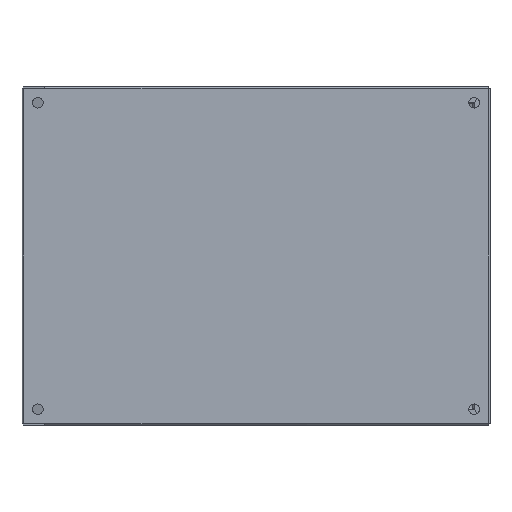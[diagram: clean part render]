
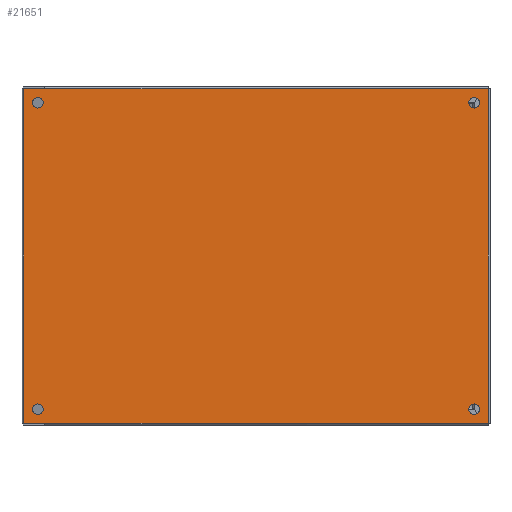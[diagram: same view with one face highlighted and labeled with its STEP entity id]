
A CAD part, left-side view. The second image highlights one B-rep face of the part: STEP entity #21651.
In plain terms, the highlighted face is planar.
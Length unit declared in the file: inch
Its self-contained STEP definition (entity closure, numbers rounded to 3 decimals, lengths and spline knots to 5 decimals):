
#493 = CARTESIAN_POINT ( 'NONE',  ( -7.914, 0., 9.98108 ) ) ;
#537 = VERTEX_POINT ( 'NONE', #8083 ) ;
#951 = EDGE_CURVE ( 'NONE', #537, #4823, #27888, .T. ) ;
#1030 = DIRECTION ( 'NONE',  ( 0., 0., -1. ) ) ;
#1407 = CARTESIAN_POINT ( 'NONE',  ( 0., 0., -10.9935 ) ) ;
#1498 = CARTESIAN_POINT ( 'NONE',  ( -7.914, 0., -10.9935 ) ) ;
#1523 = ORIENTED_EDGE ( 'NONE', *, *, #21114, .T. ) ;
#1693 = EDGE_CURVE ( 'NONE', #23942, #19367, #28135, .T. ) ;
#1704 = DIRECTION ( 'NONE',  ( 0., 1., 0. ) ) ;
#1716 = CARTESIAN_POINT ( 'NONE',  ( 7.914, 0., 0. ) ) ;
#1891 = AXIS2_PLACEMENT_3D ( 'NONE', #12183, #26875, #14643 ) ;
#2081 = AXIS2_PLACEMENT_3D ( 'NONE', #21570, #6985, #26426 ) ;
#2124 = DIRECTION ( 'NONE',  ( -1., 0., 0. ) ) ;
#2254 = EDGE_CURVE ( 'NONE', #28715, #19467, #4356, .T. ) ;
#2285 = CIRCLE ( 'NONE', #8453, 0.25 ) ;
#2451 = CARTESIAN_POINT ( 'NONE',  ( -7.25, 0., -10.3295 ) ) ;
#2562 = CIRCLE ( 'NONE', #2081, 0.25 ) ;
#2947 = VECTOR ( 'NONE', #3711, 39.37008 ) ;
#3317 = EDGE_CURVE ( 'NONE', #20600, #23942, #18533, .T. ) ;
#3396 = ORIENTED_EDGE ( 'NONE', *, *, #4990, .T. ) ;
#3436 = EDGE_CURVE ( 'NONE', #4823, #537, #2562, .T. ) ;
#3711 = DIRECTION ( 'NONE',  ( -1., 0., 0. ) ) ;
#4093 = AXIS2_PLACEMENT_3D ( 'NONE', #5322, #22511, #12421 ) ;
#4356 = CIRCLE ( 'NONE', #24937, 0.25 ) ;
#4474 = VECTOR ( 'NONE', #30889, 39.37008 ) ;
#4823 = VERTEX_POINT ( 'NONE', #17448 ) ;
#4990 = EDGE_CURVE ( 'NONE', #25071, #8964, #2285, .T. ) ;
#5322 = CARTESIAN_POINT ( 'NONE',  ( -7.25, 0., 10.31708 ) ) ;
#5488 = LINE ( 'NONE', #1716, #30734 ) ;
#5670 = CARTESIAN_POINT ( 'NONE',  ( 7.914, 0., 9.98108 ) ) ;
#6017 = CARTESIAN_POINT ( 'NONE',  ( 7.25, 0., 10.31708 ) ) ;
#6041 = VERTEX_POINT ( 'NONE', #20236 ) ;
#6304 = EDGE_CURVE ( 'NONE', #19467, #28715, #29777, .T. ) ;
#6333 = ORIENTED_EDGE ( 'NONE', *, *, #951, .T. ) ;
#6884 = ORIENTED_EDGE ( 'NONE', *, *, #14069, .T. ) ;
#6913 = DIRECTION ( 'NONE',  ( -1., 0., 0. ) ) ;
#6985 = DIRECTION ( 'NONE',  ( 0., -1., 0. ) ) ;
#7420 = VECTOR ( 'NONE', #8347, 39.37008 ) ;
#8083 = CARTESIAN_POINT ( 'NONE',  ( 7., 0., -10.3295 ) ) ;
#8347 = DIRECTION ( 'NONE',  ( 0., 0., 1. ) ) ;
#8354 = VECTOR ( 'NONE', #1030, 39.37008 ) ;
#8453 = AXIS2_PLACEMENT_3D ( 'NONE', #2451, #26762, #19756 ) ;
#8964 = VERTEX_POINT ( 'NONE', #25805 ) ;
#9024 = EDGE_CURVE ( 'NONE', #24781, #20600, #5488, .T. ) ;
#9295 = ORIENTED_EDGE ( 'NONE', *, *, #9024, .T. ) ;
#9394 = EDGE_CURVE ( 'NONE', #15561, #19959, #20246, .T. ) ;
#9431 = ORIENTED_EDGE ( 'NONE', *, *, #9394, .T. ) ;
#9687 = FACE_BOUND ( 'NONE', #27993, .T. ) ;
#9839 = CIRCLE ( 'NONE', #28886, 0.25 ) ;
#10450 = ORIENTED_EDGE ( 'NONE', *, *, #11674, .T. ) ;
#10497 = ORIENTED_EDGE ( 'NONE', *, *, #21256, .T. ) ;
#10644 = CARTESIAN_POINT ( 'NONE',  ( 7.914, 0., 0. ) ) ;
#10875 = CARTESIAN_POINT ( 'NONE',  ( -7.914, 0., 0. ) ) ;
#11674 = EDGE_CURVE ( 'NONE', #8964, #25071, #9839, .T. ) ;
#12161 = CARTESIAN_POINT ( 'NONE',  ( -7., 0., 10.31708 ) ) ;
#12183 = CARTESIAN_POINT ( 'NONE',  ( 7.25, 0., -10.3295 ) ) ;
#12421 = DIRECTION ( 'NONE',  ( -1., 0., 0. ) ) ;
#13090 = FACE_BOUND ( 'NONE', #27851, .T. ) ;
#13280 = CARTESIAN_POINT ( 'NONE',  ( -7.914, 0., 0. ) ) ;
#13768 = DIRECTION ( 'NONE',  ( -1., 0., 0. ) ) ;
#14069 = EDGE_CURVE ( 'NONE', #19367, #14761, #28452, .T. ) ;
#14191 = CARTESIAN_POINT ( 'NONE',  ( 7.25, 0., 10.31708 ) ) ;
#14284 = CARTESIAN_POINT ( 'NONE',  ( -7.5, 0., 10.31708 ) ) ;
#14643 = DIRECTION ( 'NONE',  ( -1., 0., 0. ) ) ;
#14654 = CARTESIAN_POINT ( 'NONE',  ( 7., 0., 10.31708 ) ) ;
#14761 = VERTEX_POINT ( 'NONE', #17886 ) ;
#14830 = LINE ( 'NONE', #10644, #8354 ) ;
#15424 = DIRECTION ( 'NONE',  ( 0., 0., 1. ) ) ;
#15561 = VERTEX_POINT ( 'NONE', #14284 ) ;
#16031 = ORIENTED_EDGE ( 'NONE', *, *, #3436, .T. ) ;
#16139 = FACE_BOUND ( 'NONE', #23292, .T. ) ;
#16569 = DIRECTION ( 'NONE',  ( 0., -1., 0. ) ) ;
#16604 = ORIENTED_EDGE ( 'NONE', *, *, #1693, .T. ) ;
#16652 = PLANE ( 'NONE',  #19365 ) ;
#16654 = ORIENTED_EDGE ( 'NONE', *, *, #2254, .T. ) ;
#17448 = CARTESIAN_POINT ( 'NONE',  ( 7.5, 0., -10.3295 ) ) ;
#17729 = AXIS2_PLACEMENT_3D ( 'NONE', #25358, #20278, #30309 ) ;
#17886 = CARTESIAN_POINT ( 'NONE',  ( -7.914, 0., 10.98108 ) ) ;
#18135 = CIRCLE ( 'NONE', #4093, 0.25 ) ;
#18156 = LINE ( 'NONE', #28395, #4474 ) ;
#18533 = LINE ( 'NONE', #1407, #2947 ) ;
#18704 = DIRECTION ( 'NONE',  ( 0., 0., -1. ) ) ;
#19365 = AXIS2_PLACEMENT_3D ( 'NONE', #23768, #1704, #2124 ) ;
#19367 = VERTEX_POINT ( 'NONE', #493 ) ;
#19467 = VERTEX_POINT ( 'NONE', #19700 ) ;
#19700 = CARTESIAN_POINT ( 'NONE',  ( 7.5, 0., 10.31708 ) ) ;
#19756 = DIRECTION ( 'NONE',  ( -1., 0., 0. ) ) ;
#19804 = AXIS2_PLACEMENT_3D ( 'NONE', #14191, #21136, #13768 ) ;
#19959 = VERTEX_POINT ( 'NONE', #12161 ) ;
#20236 = CARTESIAN_POINT ( 'NONE',  ( 7.914, 0., 10.98108 ) ) ;
#20246 = CIRCLE ( 'NONE', #17729, 0.25 ) ;
#20278 = DIRECTION ( 'NONE',  ( 0., -1., 0. ) ) ;
#20567 = DIRECTION ( 'NONE',  ( 0., -1., 0. ) ) ;
#20600 = VERTEX_POINT ( 'NONE', #25862 ) ;
#21114 = EDGE_CURVE ( 'NONE', #14761, #6041, #18156, .T. ) ;
#21136 = DIRECTION ( 'NONE',  ( 0., -1., 0. ) ) ;
#21204 = VECTOR ( 'NONE', #15424, 39.37008 ) ;
#21256 = EDGE_CURVE ( 'NONE', #19959, #15561, #18135, .T. ) ;
#21331 = CARTESIAN_POINT ( 'NONE',  ( -7.5, 0., -10.3295 ) ) ;
#21570 = CARTESIAN_POINT ( 'NONE',  ( 7.25, 0., -10.3295 ) ) ;
#21651 = ADVANCED_FACE ( 'NONE', ( #30766, #13090, #16139, #23474, #9687 ), #16652, .T. ) ;
#22511 = DIRECTION ( 'NONE',  ( 0., -1., 0. ) ) ;
#23106 = DIRECTION ( 'NONE',  ( -1., 0., 0. ) ) ;
#23292 = EDGE_LOOP ( 'NONE', ( #16654, #28836 ) ) ;
#23474 = FACE_BOUND ( 'NONE', #29476, .T. ) ;
#23768 = CARTESIAN_POINT ( 'NONE',  ( 0., 0., 0. ) ) ;
#23899 = CARTESIAN_POINT ( 'NONE',  ( -7.25, 0., -10.3295 ) ) ;
#23942 = VERTEX_POINT ( 'NONE', #1498 ) ;
#24740 = EDGE_CURVE ( 'NONE', #6041, #24781, #14830, .T. ) ;
#24781 = VERTEX_POINT ( 'NONE', #5670 ) ;
#24937 = AXIS2_PLACEMENT_3D ( 'NONE', #6017, #20567, #23106 ) ;
#25071 = VERTEX_POINT ( 'NONE', #21331 ) ;
#25358 = CARTESIAN_POINT ( 'NONE',  ( -7.25, 0., 10.31708 ) ) ;
#25805 = CARTESIAN_POINT ( 'NONE',  ( -7., 0., -10.3295 ) ) ;
#25862 = CARTESIAN_POINT ( 'NONE',  ( 7.914, 0., -10.9935 ) ) ;
#26426 = DIRECTION ( 'NONE',  ( -1., 0., 0. ) ) ;
#26762 = DIRECTION ( 'NONE',  ( 0., -1., 0. ) ) ;
#26875 = DIRECTION ( 'NONE',  ( 0., -1., 0. ) ) ;
#27851 = EDGE_LOOP ( 'NONE', ( #6333, #16031 ) ) ;
#27888 = CIRCLE ( 'NONE', #1891, 0.25 ) ;
#27993 = EDGE_LOOP ( 'NONE', ( #3396, #10450 ) ) ;
#28135 = LINE ( 'NONE', #13280, #21204 ) ;
#28395 = CARTESIAN_POINT ( 'NONE',  ( 0., 0., 10.98108 ) ) ;
#28452 = LINE ( 'NONE', #10875, #7420 ) ;
#28715 = VERTEX_POINT ( 'NONE', #14654 ) ;
#28836 = ORIENTED_EDGE ( 'NONE', *, *, #6304, .T. ) ;
#28886 = AXIS2_PLACEMENT_3D ( 'NONE', #23899, #16569, #6913 ) ;
#29286 = EDGE_LOOP ( 'NONE', ( #30234, #16604, #6884, #1523, #29928, #9295 ) ) ;
#29476 = EDGE_LOOP ( 'NONE', ( #9431, #10497 ) ) ;
#29777 = CIRCLE ( 'NONE', #19804, 0.25 ) ;
#29928 = ORIENTED_EDGE ( 'NONE', *, *, #24740, .T. ) ;
#30234 = ORIENTED_EDGE ( 'NONE', *, *, #3317, .T. ) ;
#30309 = DIRECTION ( 'NONE',  ( -1., 0., 0. ) ) ;
#30734 = VECTOR ( 'NONE', #18704, 39.37008 ) ;
#30766 = FACE_OUTER_BOUND ( 'NONE', #29286, .T. ) ;
#30889 = DIRECTION ( 'NONE',  ( 1., 0., 0. ) ) ;
